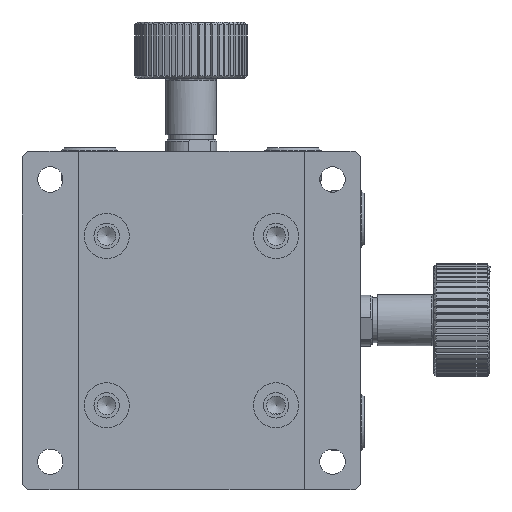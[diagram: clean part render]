
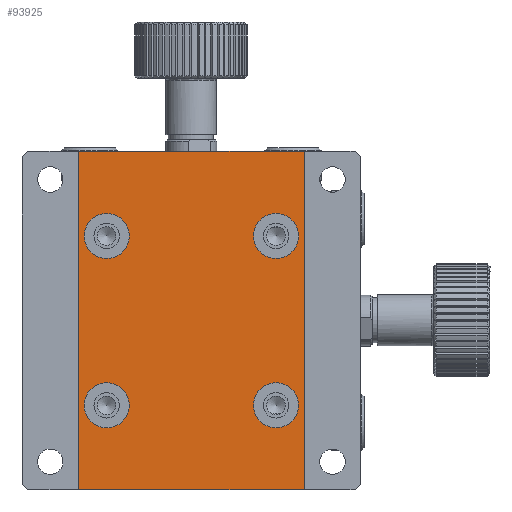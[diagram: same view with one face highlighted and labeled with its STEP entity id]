
A CAD part, front view. The second image highlights one B-rep face of the part: STEP entity #93925.
In plain terms, the highlighted planar face has unit normal (0, -1, 0).
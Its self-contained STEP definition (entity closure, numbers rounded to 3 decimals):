
#370 = CARTESIAN_POINT ( 'NONE',  ( 15., 0.5, 11. ) ) ;
#1282 = DIRECTION ( 'NONE',  ( 0., 0., -1. ) ) ;
#4953 = LINE ( 'NONE', #121988, #141213 ) ;
#8740 = DIRECTION ( 'NONE',  ( 0., -1., 0. ) ) ;
#10052 = DIRECTION ( 'NONE',  ( 0., 1., 0. ) ) ;
#18105 = VECTOR ( 'NONE', #216193, 1000. ) ;
#19969 = CARTESIAN_POINT ( 'NONE',  ( 15., 0.5, 15. ) ) ;
#20946 = DIRECTION ( 'NONE',  ( 0., 0., -1. ) ) ;
#21039 = DIRECTION ( 'NONE',  ( 0., 1., 0. ) ) ;
#24184 = FACE_BOUND ( 'NONE', #131612, .T. ) ;
#24541 = CIRCLE ( 'NONE', #38562, 4. ) ;
#24558 = VERTEX_POINT ( 'NONE', #117482 ) ;
#26573 = CARTESIAN_POINT ( 'NONE',  ( 15., 0.5, 45. ) ) ;
#32104 = EDGE_LOOP ( 'NONE', ( #140310 ) ) ;
#38562 = AXIS2_PLACEMENT_3D ( 'NONE', #26573, #10052, #40988 ) ;
#38626 = VECTOR ( 'NONE', #202663, 1000. ) ;
#39200 = CIRCLE ( 'NONE', #74513, 4. ) ;
#40752 = FACE_BOUND ( 'NONE', #111654, .T. ) ;
#40988 = DIRECTION ( 'NONE',  ( 0., 0., -1. ) ) ;
#45975 = EDGE_LOOP ( 'NONE', ( #76870 ) ) ;
#47760 = CIRCLE ( 'NONE', #75928, 4. ) ;
#55175 = EDGE_CURVE ( 'NONE', #130710, #130710, #24541, .T. ) ;
#58253 = EDGE_CURVE ( 'NONE', #117855, #166298, #4953, .T. ) ;
#59847 = DIRECTION ( 'NONE',  ( 0., 0., -1. ) ) ;
#64034 = EDGE_CURVE ( 'NONE', #184730, #184730, #39200, .T. ) ;
#65316 = EDGE_CURVE ( 'NONE', #135088, #135088, #162808, .T. ) ;
#69328 = EDGE_LOOP ( 'NONE', ( #85017, #176646, #109590, #213293 ) ) ;
#71728 = FACE_OUTER_BOUND ( 'NONE', #69328, .T. ) ;
#72013 = EDGE_CURVE ( 'NONE', #24558, #117855, #129032, .T. ) ;
#74513 = AXIS2_PLACEMENT_3D ( 'NONE', #92973, #76431, #59847 ) ;
#75928 = AXIS2_PLACEMENT_3D ( 'NONE', #195410, #142509, #173471 ) ;
#76431 = DIRECTION ( 'NONE',  ( 0., 1., 0. ) ) ;
#76870 = ORIENTED_EDGE ( 'NONE', *, *, #88119, .T. ) ;
#81852 = CARTESIAN_POINT ( 'NONE',  ( 50., 0.5, 0. ) ) ;
#85017 = ORIENTED_EDGE ( 'NONE', *, *, #58253, .T. ) ;
#85609 = LINE ( 'NONE', #133207, #200835 ) ;
#88119 = EDGE_CURVE ( 'NONE', #104070, #104070, #47760, .T. ) ;
#88562 = CARTESIAN_POINT ( 'NONE',  ( 45., 0.5, 11. ) ) ;
#92973 = CARTESIAN_POINT ( 'NONE',  ( 45., 0.5, 45. ) ) ;
#93925 = ADVANCED_FACE ( 'NONE', ( #71728, #24184, #40752, #157854, #193110 ), #108128, .T. ) ;
#104070 = VERTEX_POINT ( 'NONE', #88562 ) ;
#108128 = PLANE ( 'NONE',  #146919 ) ;
#109590 = ORIENTED_EDGE ( 'NONE', *, *, #196299, .T. ) ;
#111654 = EDGE_LOOP ( 'NONE', ( #201110 ) ) ;
#113668 = CARTESIAN_POINT ( 'NONE',  ( 50., 0.5, 60. ) ) ;
#114410 = CARTESIAN_POINT ( 'NONE',  ( 0., 0.5, 60. ) ) ;
#117065 = AXIS2_PLACEMENT_3D ( 'NONE', #19969, #21039, #1282 ) ;
#117482 = CARTESIAN_POINT ( 'NONE',  ( 10., 0.5, 60. ) ) ;
#117855 = VERTEX_POINT ( 'NONE', #171759 ) ;
#121988 = CARTESIAN_POINT ( 'NONE',  ( 0., 0.5, 0. ) ) ;
#128396 = VERTEX_POINT ( 'NONE', #113668 ) ;
#129032 = LINE ( 'NONE', #196345, #18105 ) ;
#130710 = VERTEX_POINT ( 'NONE', #198023 ) ;
#131612 = EDGE_LOOP ( 'NONE', ( #149860 ) ) ;
#132105 = DIRECTION ( 'NONE',  ( 0., 0., 1. ) ) ;
#133207 = CARTESIAN_POINT ( 'NONE',  ( 50., 0.5, 0. ) ) ;
#135088 = VERTEX_POINT ( 'NONE', #370 ) ;
#140310 = ORIENTED_EDGE ( 'NONE', *, *, #65316, .T. ) ;
#141213 = VECTOR ( 'NONE', #156217, 1000. ) ;
#142509 = DIRECTION ( 'NONE',  ( 0., 1., 0. ) ) ;
#146919 = AXIS2_PLACEMENT_3D ( 'NONE', #209668, #8740, #20946 ) ;
#149452 = CARTESIAN_POINT ( 'NONE',  ( 45., 0.5, 41. ) ) ;
#149758 = LINE ( 'NONE', #114410, #38626 ) ;
#149860 = ORIENTED_EDGE ( 'NONE', *, *, #55175, .T. ) ;
#156217 = DIRECTION ( 'NONE',  ( 1., 0., 0. ) ) ;
#157854 = FACE_BOUND ( 'NONE', #45975, .T. ) ;
#162808 = CIRCLE ( 'NONE', #117065, 4. ) ;
#166298 = VERTEX_POINT ( 'NONE', #81852 ) ;
#171759 = CARTESIAN_POINT ( 'NONE',  ( 10., 0.5, 0. ) ) ;
#173471 = DIRECTION ( 'NONE',  ( 0., 0., -1. ) ) ;
#176646 = ORIENTED_EDGE ( 'NONE', *, *, #196160, .T. ) ;
#184730 = VERTEX_POINT ( 'NONE', #149452 ) ;
#193110 = FACE_BOUND ( 'NONE', #32104, .T. ) ;
#195410 = CARTESIAN_POINT ( 'NONE',  ( 45., 0.5, 15. ) ) ;
#196160 = EDGE_CURVE ( 'NONE', #166298, #128396, #85609, .T. ) ;
#196299 = EDGE_CURVE ( 'NONE', #128396, #24558, #149758, .T. ) ;
#196345 = CARTESIAN_POINT ( 'NONE',  ( 10., 0.5, 0. ) ) ;
#198023 = CARTESIAN_POINT ( 'NONE',  ( 15., 0.5, 41. ) ) ;
#200835 = VECTOR ( 'NONE', #132105, 1000. ) ;
#201110 = ORIENTED_EDGE ( 'NONE', *, *, #64034, .T. ) ;
#202663 = DIRECTION ( 'NONE',  ( -1., 0., 0. ) ) ;
#209668 = CARTESIAN_POINT ( 'NONE',  ( 0., 0.5, 0. ) ) ;
#213293 = ORIENTED_EDGE ( 'NONE', *, *, #72013, .T. ) ;
#216193 = DIRECTION ( 'NONE',  ( 0., 0., -1. ) ) ;
